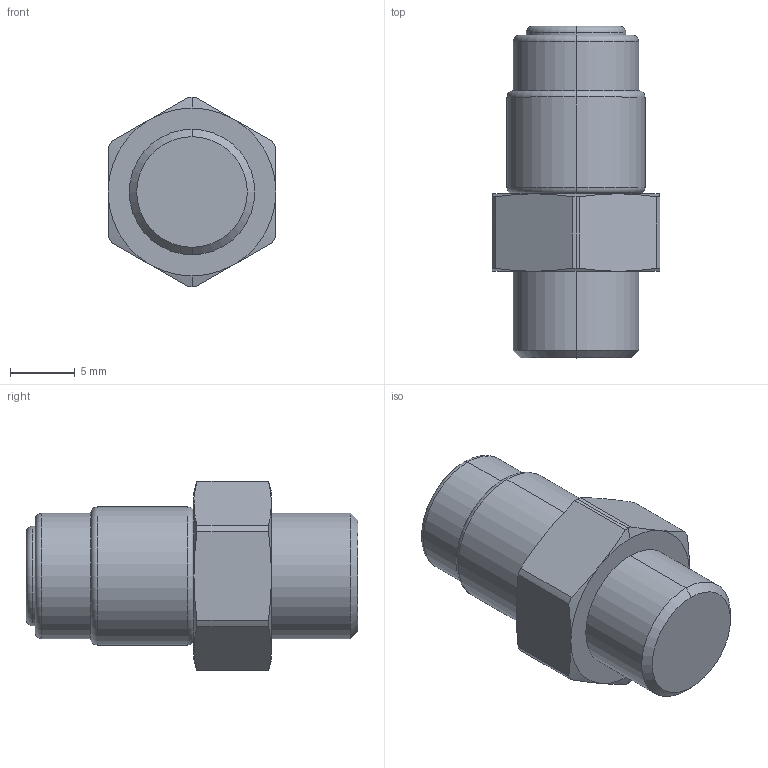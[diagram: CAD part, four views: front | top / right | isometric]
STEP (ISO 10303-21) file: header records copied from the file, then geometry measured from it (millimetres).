
FILE_DESCRIPTION(('HOOPS Exchange Step'),'2;1');
FILE_NAME('export-983C5D8D-CA83-4693-B014-EF02F7F05E9F.stp','2022-06-13T10:54:18+02:00',('Engineering'),('Alibre'),'HOOPS Exchange 2021.0','Alibre','Unknown authorisation');
FILE_SCHEMA( ('AP242_MANAGED_MODEL_BASED_3D_ENGINEERING_MIM_LF {1 0 10303 442 1 1 4 }') );
Length unit declared in the file: millimetre
Products named in the file (1): 5973 W0970520001 MWSVE Silenced Exhaust flow regulator (Valve) 1-8Thread
Bounding box: 13 x 25.7 x 14.7 mm (x, y, z)
Volume: 2430.9 mm3; surface area: 1168.6 mm2
Topology: 1 solids, 1 shells, 53 faces, 116 edges, 68 vertices
Faces by surface type: cone 18, cylinder 16, plane 11, torus 8
Entity records: 1465 total; most frequent: CARTESIAN_POINT 287, DIRECTION 266, ORIENTED_EDGE 232, AXIS2_PLACEMENT_3D 119, EDGE_CURVE 116, VERTEX_POINT 68, CIRCLE 64, EDGE_LOOP 56
